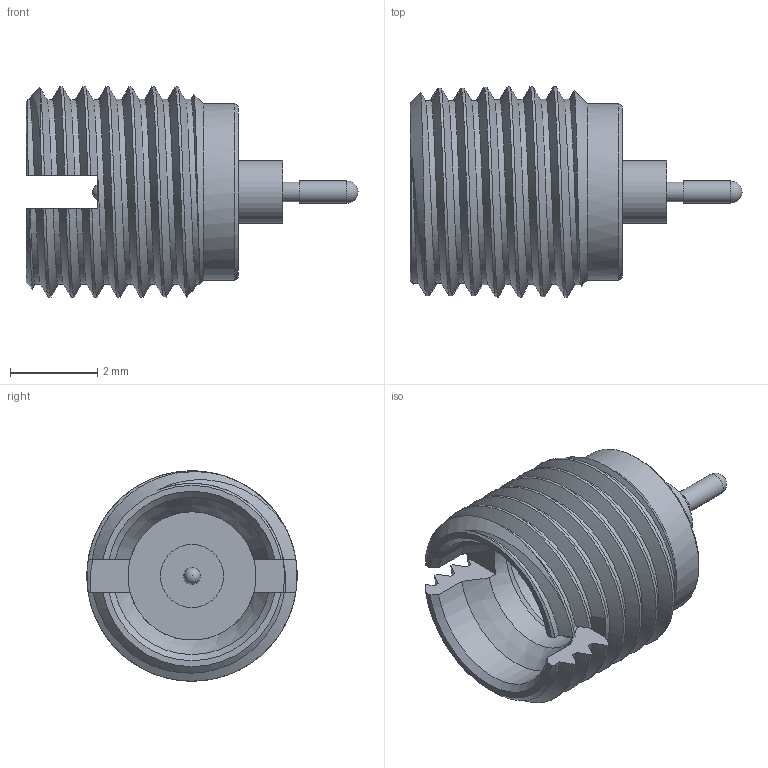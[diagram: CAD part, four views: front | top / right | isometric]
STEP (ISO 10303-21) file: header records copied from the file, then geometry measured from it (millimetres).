
FILE_DESCRIPTION (( 'STEP AP214' ), '1' );
FILE_NAME ('FMCN4399_3D.STEP', '2023-01-05T18:52:16', ( '' ), ( '' ), 'SwSTEP 2.0', 'SolidWorks 2022', '' );
FILE_SCHEMA (( 'AUTOMOTIVE_DESIGN' ));
Length unit declared in the file: inch
Products named in the file (1): FMCN4399_3D
Bounding box: 7.62 x 4.83 x 4.83 mm (x, y, z)
Volume: 50 mm3; surface area: 171.6 mm2
Topology: 2 solids, 2 shells, 68 faces, 179 edges, 118 vertices
Faces by surface type: bspline 21, cylinder 19, plane 15, cone 9, sphere 4
Full cylindrical faces by diameter (mm): 0.381 x1, 0.457 x2, 0.508 x1, 1.448 x2, 2.946 x1, 3.175 x1, 3.303 x1, 3.405 x1, 4.06 x1
Entity records: 8740 total; most frequent: CARTESIAN_POINT 7405, ORIENTED_EDGE 302, DIRECTION 194, EDGE_CURVE 151, VERTEX_POINT 108, EDGE_LOOP 89, AXIS2_PLACEMENT_3D 84, FACE_OUTER_BOUND 79
